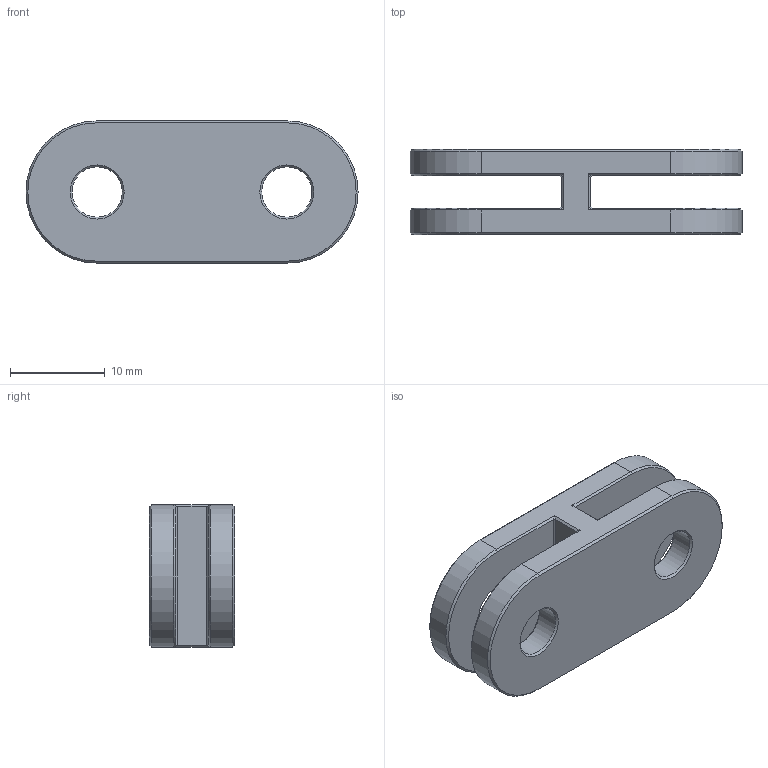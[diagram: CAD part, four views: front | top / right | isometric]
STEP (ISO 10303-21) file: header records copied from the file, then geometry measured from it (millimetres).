
FILE_DESCRIPTION(/* description */ (''),/* implementation_level */ '2;1');
FILE_NAME(/* name */ 'Male-male.step',/* time_stamp */ '2019-07-26T23:17:14+10:00',/* author */ (''),/* organization */ (''),/* preprocessor_version */ 'ST-DEVELOPER v18',/* originating_system */ 'Autodesk Translation Framework v8.2.0.1029',/* authorisation */ '');
FILE_SCHEMA (('AUTOMOTIVE_DESIGN { 1 0 10303 214 3 1 1 }'));
Length unit declared in the file: millimetre
Products named in the file (2): Arm; Male-Male
Assembly tree (1 placements, depth 2):
  Arm
    Male-Male
Bounding box: 35 x 9 x 15 mm (x, y, z)
Volume: 2567 mm3; surface area: 2374.1 mm2
Topology: 1 solids, 1 shells, 62 faces, 132 edges, 72 vertices
Faces by surface type: plane 38, cone 16, cylinder 8
Full cylindrical faces by diameter (mm): 5.3 x4
Entity records: 1673 total; most frequent: DIRECTION 294, CARTESIAN_POINT 269, ORIENTED_EDGE 264, EDGE_CURVE 132, LINE 100, VECTOR 100, AXIS2_PLACEMENT_3D 97, VERTEX_POINT 72
